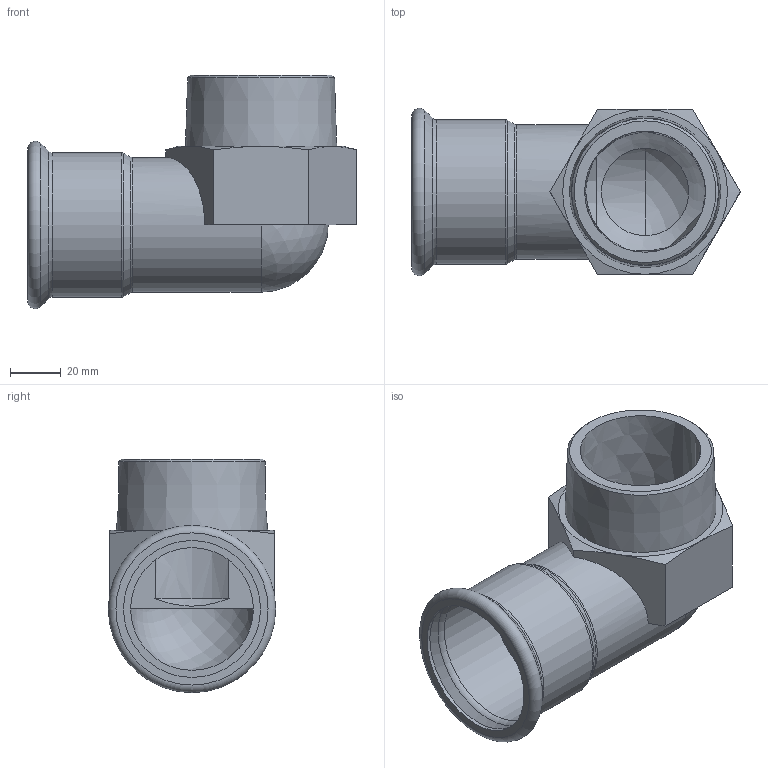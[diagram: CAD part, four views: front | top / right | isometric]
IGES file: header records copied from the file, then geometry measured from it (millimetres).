
Global section: file name: No Iges File Name specified; native system: Autodesk Inventor 2012; preprocessor: AutoDesk Inventor Iges Exporter R2012; author: aporro; date: 20130604.093243; units: millimetre
Bounding box: 129.53 x 66 x 92 mm (x, y, z)
Volume: 99153.7 mm3; surface area: 57525.3 mm2
Topology: 1 solids, 1 shells, 42 faces, 92 edges, 55 vertices
Faces by surface type: plane 15, revolution 11, cone 10, torus 3, cylinder 2, sphere 1
Full cylindrical faces by diameter (mm): 52.998 x1, 57 x1
